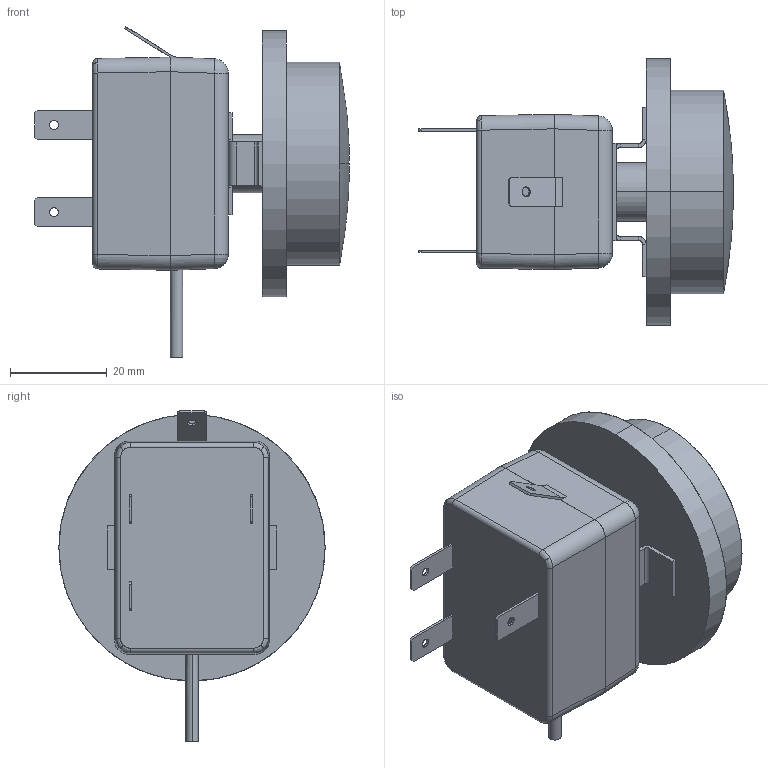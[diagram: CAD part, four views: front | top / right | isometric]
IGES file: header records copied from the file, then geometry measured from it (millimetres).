
Start section: SolidWorks IGES file using analytic representation for surfaces
Global section: file name: Termostat kapilarni TKR 100.IGS; native system: SolidWorks 2012; preprocessor: SolidWorks 2012; author: jelinekm; date: 130219.140955; units: millimetre
Bounding box: 65 x 55 x 68.32 mm (x, y, z)
Surface area: 18832.7 mm2 (no closed solid volume)
Topology: 0 solids, 0 shells, 145 faces, 1440 edges, 1439 vertices
Faces by surface type: bspline 98, revolution 47
